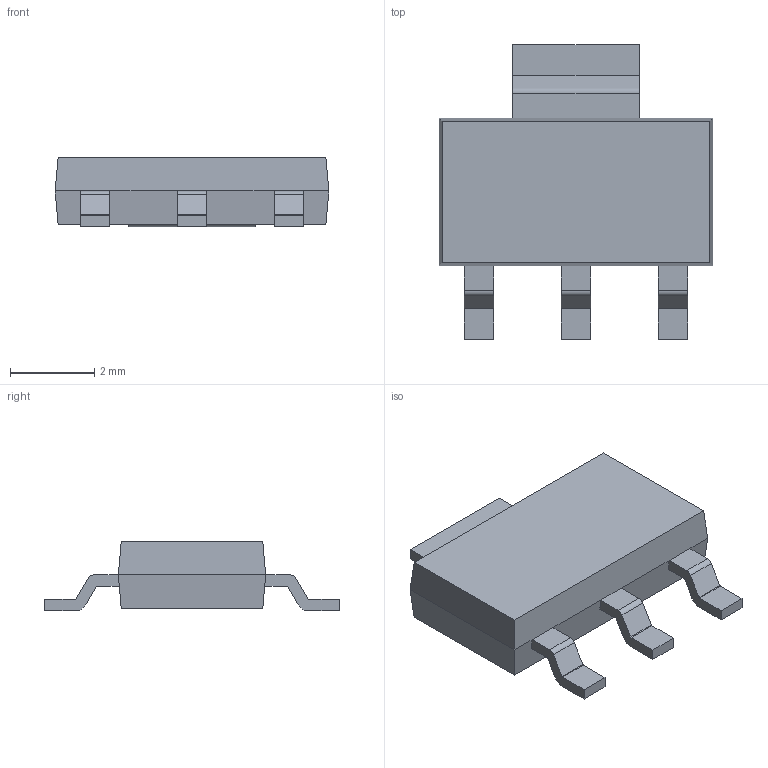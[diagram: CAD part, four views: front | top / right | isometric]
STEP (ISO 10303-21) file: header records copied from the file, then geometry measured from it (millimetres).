
FILE_DESCRIPTION (( 'STEP AP214' ), '1' );
FILE_NAME ('SOT-223-4_L6.5-W3.5-P2.30-LS7.0-TR.STEP', '2022-03-12T11:10:21', ( 'Sky123.Org' ), ( 'Sky123.Org' ), 'SwSTEP 2.0', 'SolidWorks 2017', '' );
FILE_SCHEMA (( 'AUTOMOTIVE_DESIGN' ));
Length unit declared in the file: millimetre
Products named in the file (1): SOT-223-4_L6.5-W3.5-P2.30-LS7.0-TR
Bounding box: 6.5 x 7 x 1.65 mm (x, y, z)
Volume: 38.1 mm3; surface area: 100.1 mm2
Topology: 1 solids, 1 shells, 117 faces, 312 edges, 204 vertices
Faces by surface type: plane 91, bspline 14, cylinder 12
Entity records: 4968 total; most frequent: CARTESIAN_POINT 1432, ORIENTED_EDGE 624, DIRECTION 516, EDGE_CURVE 312, LINE 260, VECTOR 260, VERTEX_POINT 204, AXIS2_PLACEMENT_3D 128
